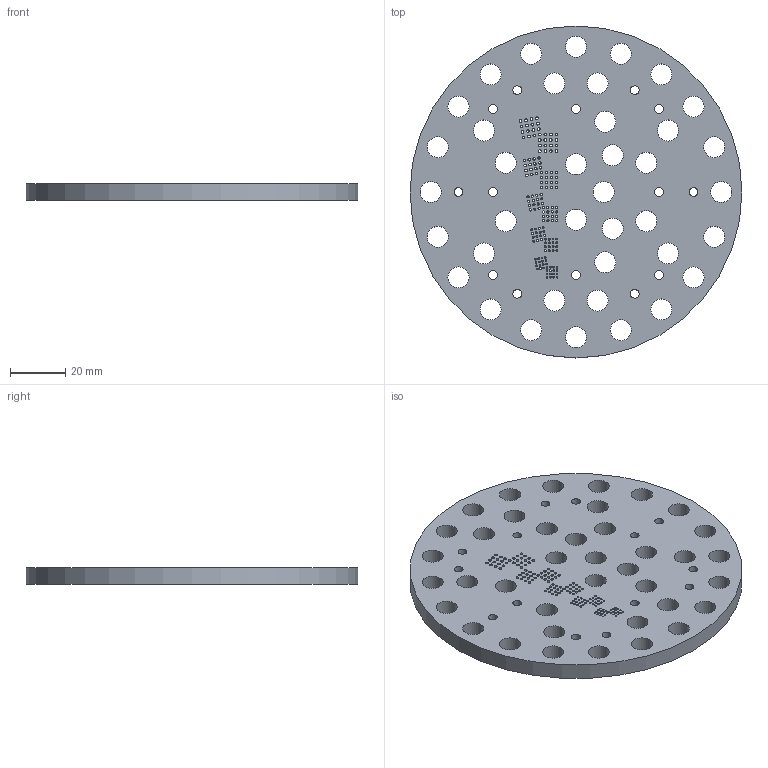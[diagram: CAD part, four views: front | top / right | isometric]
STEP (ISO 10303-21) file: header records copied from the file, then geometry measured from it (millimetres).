
FILE_DESCRIPTION(/* description */ (''),/* implementation_level */ '2;1');
FILE_NAME(/* name */ 'SmallDisk.step',/* time_stamp */ '2024-04-08T11:40:32+10:00',/* author */ (''),/* organization */ (''),/* preprocessor_version */ 'ST-DEVELOPER v20',/* originating_system */ 'Autodesk Translation Framework v12.20.1.177',/* authorisation */ '');
FILE_SCHEMA (('AUTOMOTIVE_DESIGN { 1 0 10303 214 3 1 1 }'));
Length unit declared in the file: millimetre
Products named in the file (1): DiscSmall
Bounding box: 120 x 120 x 6 mm (x, y, z)
Volume: 56085.4 mm3; surface area: 29725.9 mm2
Topology: 1 solids, 1 shells, 211 faces, 627 edges, 418 vertices
Faces by surface type: cylinder 209, plane 2
Full cylindrical faces by diameter (mm): 0.6 x31, 0.7 x31, 0.8 x31, 0.9 x31, 1 x31, 3.2 x14, 7.6 x39, 120 x1
Entity records: 8211 total; most frequent: DIRECTION 1469, CARTESIAN_POINT 1257, ORIENTED_EDGE 1254, AXIS2_PLACEMENT_3D 630, EDGE_LOOP 627, EDGE_CURVE 627, CIRCLE 418, VERTEX_POINT 418
